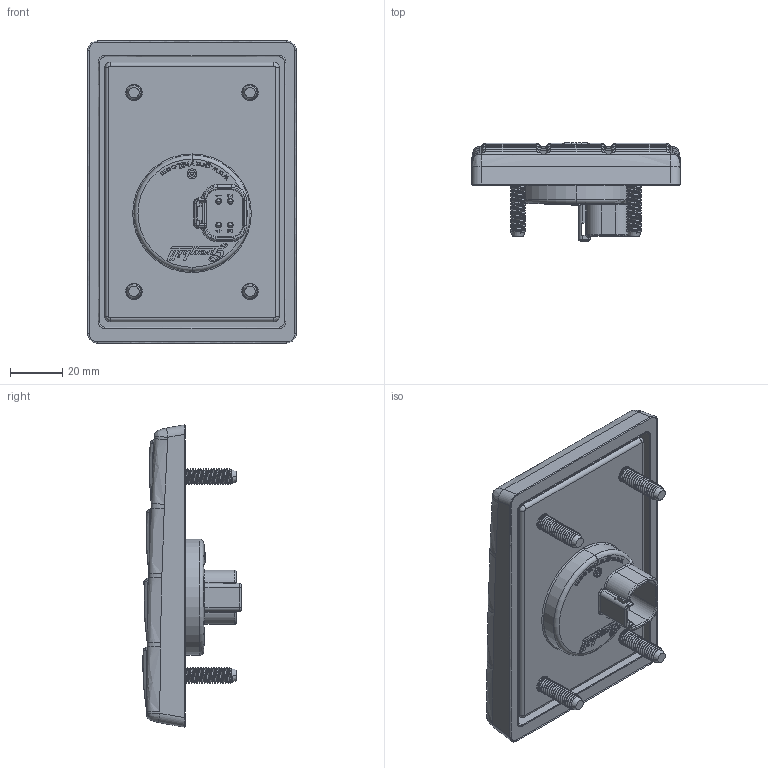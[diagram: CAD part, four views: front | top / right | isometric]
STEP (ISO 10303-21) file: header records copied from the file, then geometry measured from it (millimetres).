
FILE_DESCRIPTION((''),'2;1');
FILE_NAME('3K112-4R_SW0001','2008-10-15T',('Administrator'),(''),'PRO/ENGINEER BY PARAMETRIC TECHNOLOGY CORPORATION, 2006200','PRO/ENGINEER BY PARAMETRIC TECHNOLOGY CORPORATION, 2006200','');
FILE_SCHEMA(('CONFIG_CONTROL_DESIGN'));
Products named in the file (1): 3K112-4R_SW0001
Bounding box: 79.86 x 37.58 x 115.8 mm (x, y, z)
Surface area: 39868 mm2 (no closed solid volume)
Topology: 0 solids, 14 shells, 1050 faces, 3641 edges, 2543 vertices
Faces by surface type: plane 514, cylinder 227, bspline 209, torus 34, cone 32, extrusion 20, sphere 14
Entity records: 61377 total; most frequent: CARTESIAN_POINT 32254, ORIENTED_EDGE 6326, DIRECTION 4936, EDGE_CURVE 3631, VECTOR 2576, LINE 2556, VERTEX_POINT 2543, AXIS2_PLACEMENT_3D 1180
